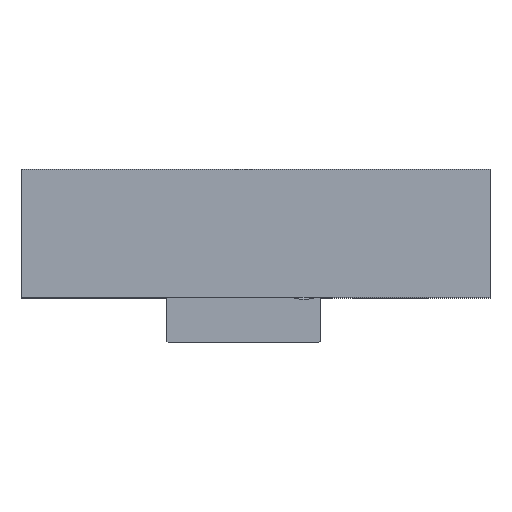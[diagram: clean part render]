
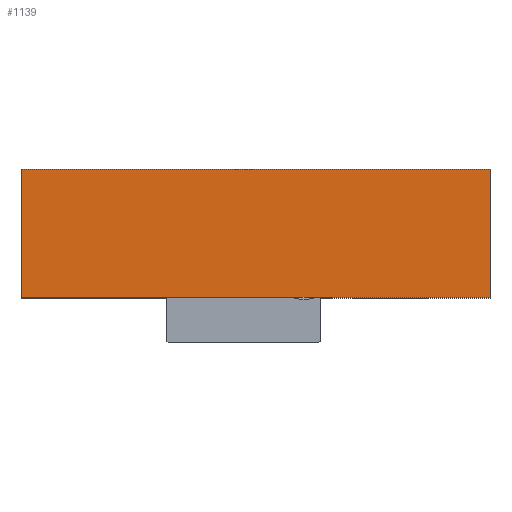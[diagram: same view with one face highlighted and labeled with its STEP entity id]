
A CAD part, top view. The second image highlights one B-rep face of the part: STEP entity #1139.
In plain terms, the highlighted planar face has unit normal (0, 0, 1).
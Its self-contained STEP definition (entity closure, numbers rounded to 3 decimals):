
#7 = DIRECTION ( 'NONE',  ( 1., 0., 0. ) ) ;
#34 = CARTESIAN_POINT ( 'NONE',  ( 38.5, 7., 48.5 ) ) ;
#90 = VECTOR ( 'NONE', #243, 1000. ) ;
#100 = ORIENTED_EDGE ( 'NONE', *, *, #317, .T. ) ;
#243 = DIRECTION ( 'NONE',  ( 0., -1., 0. ) ) ;
#271 = VERTEX_POINT ( 'NONE', #725 ) ;
#315 = PLANE ( 'NONE',  #1562 ) ;
#317 = EDGE_CURVE ( 'NONE', #271, #2009, #1743, .T. ) ;
#330 = CARTESIAN_POINT ( 'NONE',  ( -34.5, 7., 48.5 ) ) ;
#345 = ORIENTED_EDGE ( 'NONE', *, *, #412, .T. ) ;
#361 = VECTOR ( 'NONE', #7, 1000. ) ;
#412 = EDGE_CURVE ( 'NONE', #646, #969, #1276, .T. ) ;
#459 = CARTESIAN_POINT ( 'NONE',  ( 12., 7., 48.5 ) ) ;
#479 = CARTESIAN_POINT ( 'NONE',  ( -34.5, 0., 48.5 ) ) ;
#503 = EDGE_CURVE ( 'NONE', #2009, #646, #1741, .T. ) ;
#583 = DIRECTION ( 'NONE',  ( -1., 0., 0. ) ) ;
#646 = VERTEX_POINT ( 'NONE', #34 ) ;
#725 = CARTESIAN_POINT ( 'NONE',  ( -34.5, 27., 48.5 ) ) ;
#786 = DIRECTION ( 'NONE',  ( 1., 0., 0. ) ) ;
#922 = VECTOR ( 'NONE', #1816, 1000. ) ;
#969 = VERTEX_POINT ( 'NONE', #1675 ) ;
#1128 = VECTOR ( 'NONE', #583, 1000. ) ;
#1139 = ADVANCED_FACE ( 'NONE', ( #1716 ), #315, .T. ) ;
#1174 = CARTESIAN_POINT ( 'NONE',  ( -34.5, 27., 48.5 ) ) ;
#1276 = LINE ( 'NONE', #1667, #922 ) ;
#1390 = EDGE_LOOP ( 'NONE', ( #1391, #100, #1484, #345 ) ) ;
#1391 = ORIENTED_EDGE ( 'NONE', *, *, #1734, .T. ) ;
#1484 = ORIENTED_EDGE ( 'NONE', *, *, #503, .T. ) ;
#1562 = AXIS2_PLACEMENT_3D ( 'NONE', #479, #1598, #786 ) ;
#1598 = DIRECTION ( 'NONE',  ( 0., 0., 1. ) ) ;
#1667 = CARTESIAN_POINT ( 'NONE',  ( 38.5, 7., 48.5 ) ) ;
#1675 = CARTESIAN_POINT ( 'NONE',  ( 38.5, 27., 48.5 ) ) ;
#1716 = FACE_OUTER_BOUND ( 'NONE', #1390, .T. ) ;
#1734 = EDGE_CURVE ( 'NONE', #969, #271, #1832, .T. ) ;
#1741 = LINE ( 'NONE', #459, #361 ) ;
#1743 = LINE ( 'NONE', #1952, #90 ) ;
#1816 = DIRECTION ( 'NONE',  ( 0., 1., 0. ) ) ;
#1832 = LINE ( 'NONE', #1174, #1128 ) ;
#1952 = CARTESIAN_POINT ( 'NONE',  ( -34.5, 0., 48.5 ) ) ;
#2009 = VERTEX_POINT ( 'NONE', #330 ) ;
